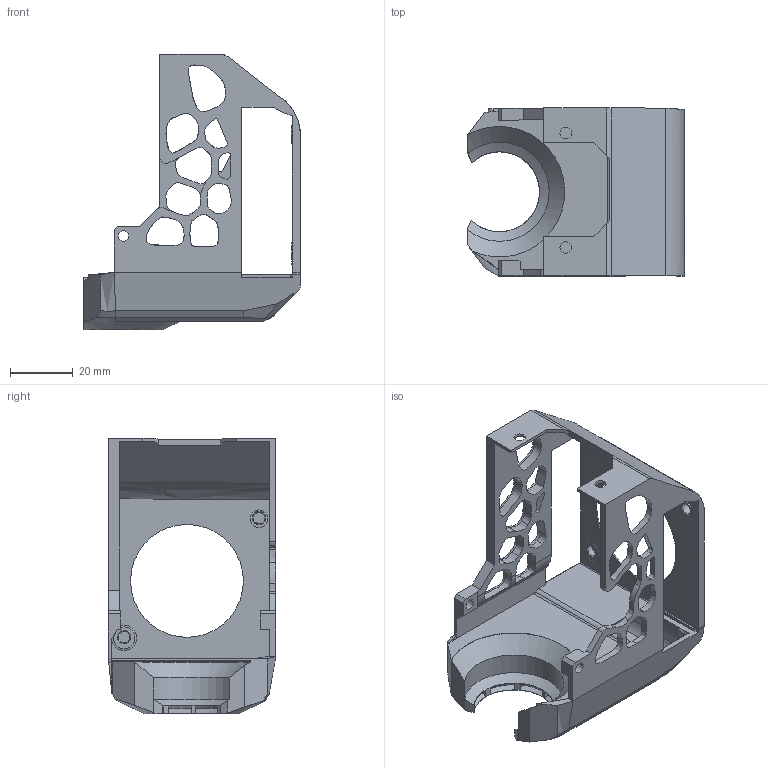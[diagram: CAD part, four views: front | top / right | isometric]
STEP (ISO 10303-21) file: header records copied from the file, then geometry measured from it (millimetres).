
FILE_DESCRIPTION(/* description */ ('','CAx-IF Rec.Pracs.---Representation and Presentation of Product Manufacturing Information (PMI)---4.0---2014-10-13'),/* implementation_level */ '2;1');
FILE_NAME(/* name */ 'BootyBurner_5015_linear_gantry.step',/* time_stamp */ '2025-02-01T21:17:24+02:00',/* author */ (''),/* organization */ (''),/* preprocessor_version */ 'ST-DEVELOPER v20',/* originating_system */ 'Autodesk Translation Framework v13.20.0.188',/* authorisation */ '');
FILE_SCHEMA (('AP242_MANAGED_MODEL_BASED_3D_ENGINEERING_MIM_LF { 1 0 10303 442 1 1 4 }'));
Length unit declared in the file: millimetre
Products named in the file (2): BootyBurner_4_Split; Component1
Assembly tree (1 placements, depth 2):
  BootyBurner_4_Split
    Component1
Bounding box: 69.1 x 53.5 x 87.9 mm (x, y, z)
Volume: 31963.1 mm3; surface area: 30902.2 mm2
Topology: 2 solids, 2 shells, 348 faces, 993 edges, 635 vertices
Faces by surface type: bspline 145, plane 108, cylinder 63, cone 23, torus 9
Full cylindrical faces by diameter (mm): 3.4 x2, 3.65 x2, 3.7 x2, 5.6 x1
Entity records: 18835 total; most frequent: CARTESIAN_POINT 10643, ORIENTED_EDGE 1980, DIRECTION 1228, EDGE_CURVE 990, VERTEX_POINT 636, LINE 468, VECTOR 468, EDGE_LOOP 396
